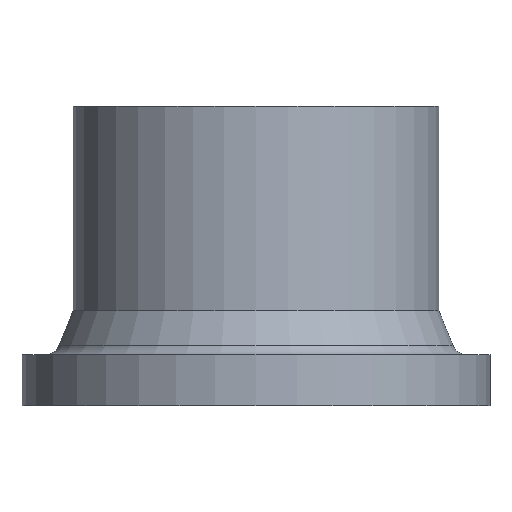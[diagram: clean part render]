
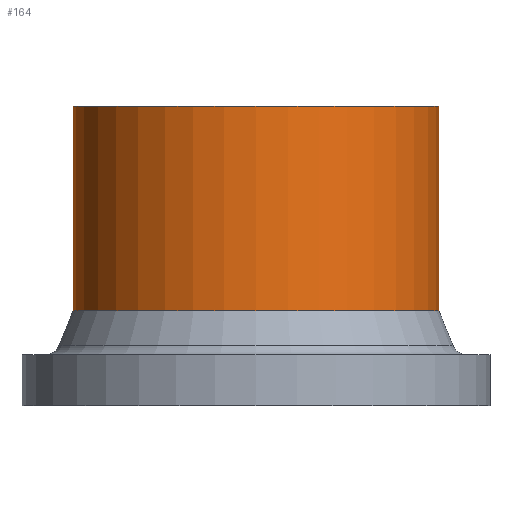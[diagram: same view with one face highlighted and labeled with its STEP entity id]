
A CAD part, front view. The second image highlights one B-rep face of the part: STEP entity #164.
In plain terms, the highlighted cylindrical face has radius 125 mm (diameter 250 mm), a partial arc.
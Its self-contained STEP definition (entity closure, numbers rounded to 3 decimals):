
#1 = CARTESIAN_POINT ( 'NONE',  ( -125., 0., 65. ) ) ;
#6 = ORIENTED_EDGE ( 'NONE', *, *, #307, .T. ) ;
#62 = CARTESIAN_POINT ( 'NONE',  ( 125., 0., 0. ) ) ;
#64 = CARTESIAN_POINT ( 'NONE',  ( -125., 0., 205. ) ) ;
#71 = VERTEX_POINT ( 'NONE', #101 ) ;
#85 = FACE_OUTER_BOUND ( 'NONE', #265, .T. ) ;
#96 = CARTESIAN_POINT ( 'NONE',  ( 0., 0., 205. ) ) ;
#101 = CARTESIAN_POINT ( 'NONE',  ( 125., 0., 65. ) ) ;
#108 = EDGE_CURVE ( 'NONE', #71, #448, #131, .T. ) ;
#122 = CYLINDRICAL_SURFACE ( 'NONE', #463, 125. ) ;
#131 = CIRCLE ( 'NONE', #410, 125. ) ;
#132 = CIRCLE ( 'NONE', #420, 125. ) ;
#136 = LINE ( 'NONE', #249, #293 ) ;
#152 = ORIENTED_EDGE ( 'NONE', *, *, #328, .T. ) ;
#161 = CARTESIAN_POINT ( 'NONE',  ( 0., 0., 0. ) ) ;
#164 = ADVANCED_FACE ( 'NONE', ( #85 ), #122, .T. ) ;
#176 = EDGE_CURVE ( 'NONE', #396, #71, #392, .T. ) ;
#177 = DIRECTION ( 'NONE',  ( 0., 0., -1. ) ) ;
#190 = ORIENTED_EDGE ( 'NONE', *, *, #108, .F. ) ;
#195 = VERTEX_POINT ( 'NONE', #64 ) ;
#228 = ORIENTED_EDGE ( 'NONE', *, *, #176, .F. ) ;
#249 = CARTESIAN_POINT ( 'NONE',  ( -125., 0., 0. ) ) ;
#251 = CARTESIAN_POINT ( 'NONE',  ( 125., 0., 205. ) ) ;
#265 = EDGE_LOOP ( 'NONE', ( #228, #152, #6, #190 ) ) ;
#272 = VECTOR ( 'NONE', #279, 1000. ) ;
#275 = CARTESIAN_POINT ( 'NONE',  ( 0., 0., 65. ) ) ;
#279 = DIRECTION ( 'NONE',  ( 0., 0., -1. ) ) ;
#292 = DIRECTION ( 'NONE',  ( -1., 0., 0. ) ) ;
#293 = VECTOR ( 'NONE', #177, 1000. ) ;
#307 = EDGE_CURVE ( 'NONE', #195, #448, #136, .T. ) ;
#328 = EDGE_CURVE ( 'NONE', #396, #195, #132, .T. ) ;
#349 = DIRECTION ( 'NONE',  ( -1., 0., 0. ) ) ;
#383 = DIRECTION ( 'NONE',  ( 0., 0., -1. ) ) ;
#390 = DIRECTION ( 'NONE',  ( 0., 0., -1. ) ) ;
#392 = LINE ( 'NONE', #62, #272 ) ;
#396 = VERTEX_POINT ( 'NONE', #251 ) ;
#398 = DIRECTION ( 'NONE',  ( 0., 0., -1. ) ) ;
#410 = AXIS2_PLACEMENT_3D ( 'NONE', #275, #383, #349 ) ;
#420 = AXIS2_PLACEMENT_3D ( 'NONE', #96, #398, #292 ) ;
#427 = DIRECTION ( 'NONE',  ( -1., 0., 0. ) ) ;
#448 = VERTEX_POINT ( 'NONE', #1 ) ;
#463 = AXIS2_PLACEMENT_3D ( 'NONE', #161, #390, #427 ) ;
